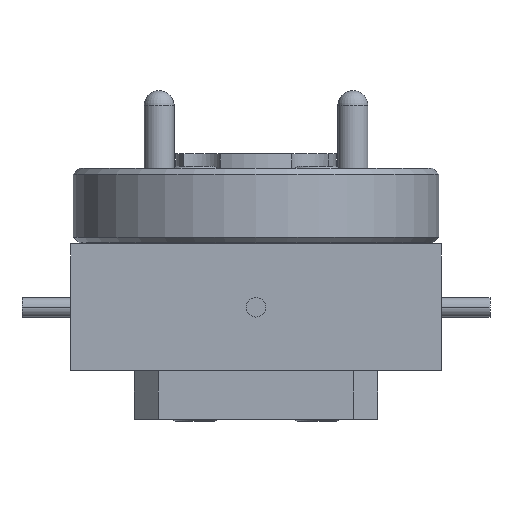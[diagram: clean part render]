
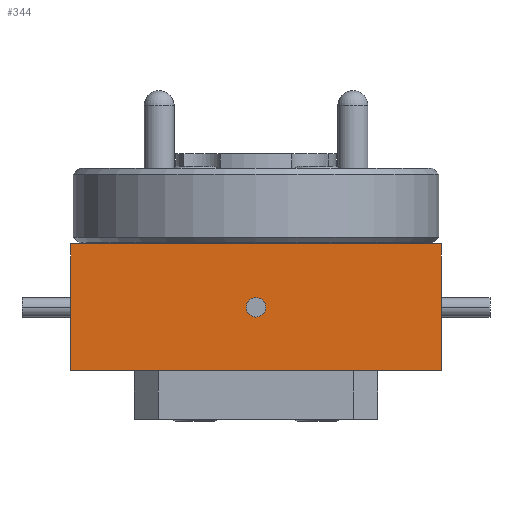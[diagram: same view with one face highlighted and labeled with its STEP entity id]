
A CAD part, left-side view. The second image highlights one B-rep face of the part: STEP entity #344.
In plain terms, the highlighted planar face has unit normal (-1, 0, 0).
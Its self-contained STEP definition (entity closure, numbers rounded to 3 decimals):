
#8 = VERTEX_POINT ( 'NONE', #7052 ) ;
#51 = EDGE_CURVE ( 'NONE', #2868, #5009, #8422, .T. ) ;
#344 = ADVANCED_FACE ( 'NONE', ( #3162 ), #5368, .F. ) ;
#516 = CARTESIAN_POINT ( 'NONE',  ( -11.43, 9.652, -3.302 ) ) ;
#716 = CARTESIAN_POINT ( 'NONE',  ( -11.43, -9.652, 3.302 ) ) ;
#1031 = VECTOR ( 'NONE', #6608, 1000. ) ;
#1139 = CARTESIAN_POINT ( 'NONE',  ( -11.43, 9.652, 3.302 ) ) ;
#1263 = DIRECTION ( 'NONE',  ( 0., -1., 0. ) ) ;
#1443 = EDGE_CURVE ( 'NONE', #5009, #8, #3340, .T. ) ;
#1665 = CARTESIAN_POINT ( 'NONE',  ( -11.43, 9.652, 3.302 ) ) ;
#2538 = LINE ( 'NONE', #5395, #5399 ) ;
#2601 = DIRECTION ( 'NONE',  ( 0., 1., 0. ) ) ;
#2868 = VERTEX_POINT ( 'NONE', #1665 ) ;
#2944 = VECTOR ( 'NONE', #4104, 1000. ) ;
#3162 = FACE_OUTER_BOUND ( 'NONE', #5195, .T. ) ;
#3264 = CARTESIAN_POINT ( 'NONE',  ( -11.43, 9.652, -3.302 ) ) ;
#3340 = LINE ( 'NONE', #516, #6708 ) ;
#3353 = ORIENTED_EDGE ( 'NONE', *, *, #51, .T. ) ;
#3919 = EDGE_CURVE ( 'NONE', #7827, #8, #2538, .T. ) ;
#4104 = DIRECTION ( 'NONE',  ( 0., 0., -1. ) ) ;
#4196 = ORIENTED_EDGE ( 'NONE', *, *, #4969, .F. ) ;
#4969 = EDGE_CURVE ( 'NONE', #2868, #7827, #8827, .T. ) ;
#5009 = VERTEX_POINT ( 'NONE', #3264 ) ;
#5185 = AXIS2_PLACEMENT_3D ( 'NONE', #8089, #5315, #2601 ) ;
#5195 = EDGE_LOOP ( 'NONE', ( #9176, #5349, #4196, #3353 ) ) ;
#5315 = DIRECTION ( 'NONE',  ( 1., 0., 0. ) ) ;
#5349 = ORIENTED_EDGE ( 'NONE', *, *, #3919, .F. ) ;
#5368 = PLANE ( 'NONE',  #5185 ) ;
#5395 = CARTESIAN_POINT ( 'NONE',  ( -11.43, -9.652, 3.302 ) ) ;
#5399 = VECTOR ( 'NONE', #8834, 1000. ) ;
#6608 = DIRECTION ( 'NONE',  ( 0., -1., 0. ) ) ;
#6708 = VECTOR ( 'NONE', #1263, 1000. ) ;
#7052 = CARTESIAN_POINT ( 'NONE',  ( -11.43, -9.652, -3.302 ) ) ;
#7827 = VERTEX_POINT ( 'NONE', #716 ) ;
#8089 = CARTESIAN_POINT ( 'NONE',  ( -11.43, 9.652, 3.302 ) ) ;
#8422 = LINE ( 'NONE', #9037, #2944 ) ;
#8827 = LINE ( 'NONE', #1139, #1031 ) ;
#8834 = DIRECTION ( 'NONE',  ( 0., 0., -1. ) ) ;
#9037 = CARTESIAN_POINT ( 'NONE',  ( -11.43, 9.652, 3.302 ) ) ;
#9176 = ORIENTED_EDGE ( 'NONE', *, *, #1443, .T. ) ;
